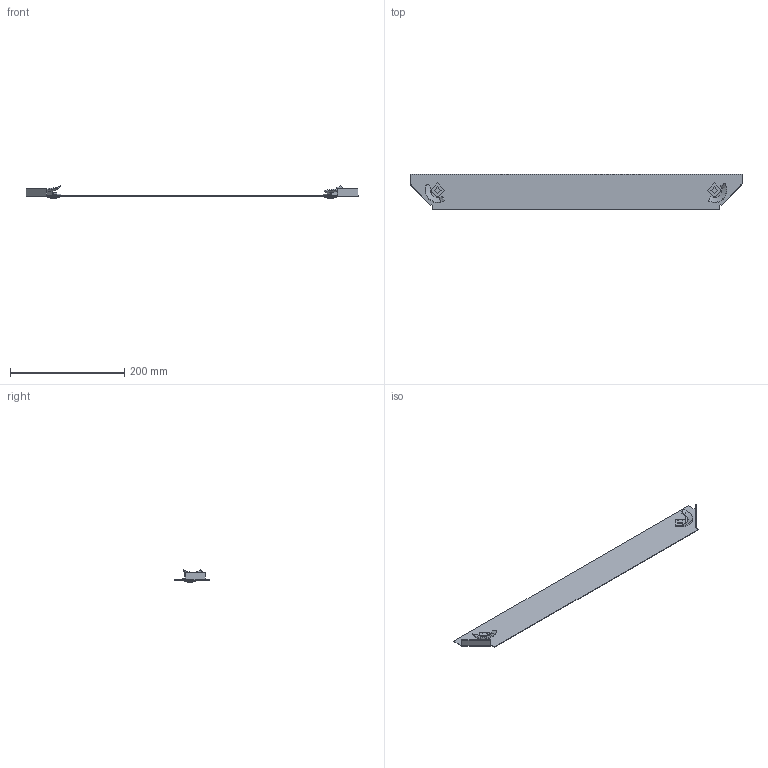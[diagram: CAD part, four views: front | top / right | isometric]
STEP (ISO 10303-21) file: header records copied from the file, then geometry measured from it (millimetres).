
FILE_DESCRIPTION (( 'STEP AP214' ), '1' );
FILE_NAME ('7138690.STEP', '2019-11-12T13:54:15', ( '' ), ( '' ), 'SwSTEP 2.0', 'SolidWorks 2018', '' );
FILE_SCHEMA (( 'AUTOMOTIVE_DESIGN' ));
Length unit declared in the file: millimetre
Products named in the file (5): 7138690; 048420_NB=500 d-16,5 f〉 Helix-Drehriegel; 120072_Standard; 109905; 099600_Standard
Assembly tree (5 placements, depth 3):
  7138690
    048420_NB=500 d-16,5 f〉 Helix-Drehriegel
    120072_Standard  x2
      099600_Standard
      109905
Bounding box: 582.28 x 63 x 21.36 mm (x, y, z)
Volume: 41642.3 mm3; surface area: 78853 mm2
Topology: 5 solids, 5 shells, 178 faces, 500 edges, 334 vertices
Faces by surface type: plane 92, bspline 52, cone 26, cylinder 8
Entity records: 5166 total; most frequent: CARTESIAN_POINT 2544, ORIENTED_EDGE 580, DIRECTION 403, EDGE_CURVE 290, VERTEX_POINT 195, VECTOR 147, LINE 147, AXIS2_PLACEMENT_3D 128
